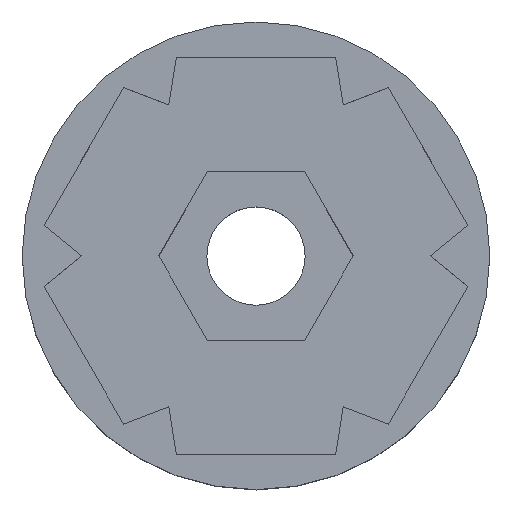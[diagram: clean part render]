
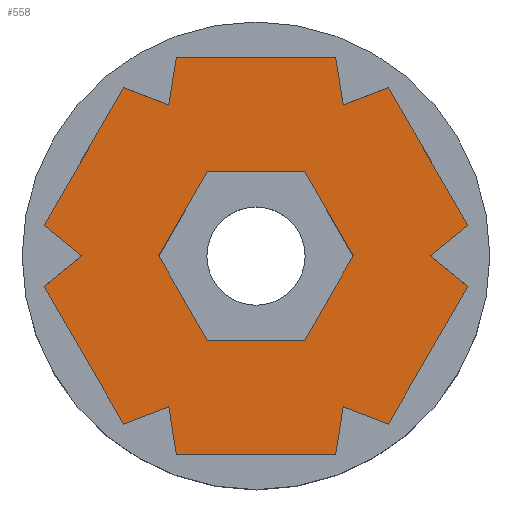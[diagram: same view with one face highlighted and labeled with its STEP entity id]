
A CAD part, top view. The second image highlights one B-rep face of the part: STEP entity #558.
In plain terms, the highlighted planar face has unit normal (0, 0, 1).
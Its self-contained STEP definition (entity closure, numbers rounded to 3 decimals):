
#18=FACE_BOUND('',#64,.T.);
#32=FACE_OUTER_BOUND('',#63,.T.);
#63=EDGE_LOOP('',(#398,#399,#400,#401,#402,#403,#404,#405,#406,#407,#408,
#409,#410,#411,#412,#413,#414,#415));
#64=EDGE_LOOP('',(#416,#417,#418,#419,#420,#421));
#89=LINE('',#777,#163);
#93=LINE('',#785,#167);
#96=LINE('',#791,#170);
#99=LINE('',#797,#173);
#102=LINE('',#803,#176);
#105=LINE('',#808,#179);
#107=LINE('',#816,#181);
#108=LINE('',#818,#182);
#109=LINE('',#820,#183);
#110=LINE('',#822,#184);
#111=LINE('',#824,#185);
#112=LINE('',#826,#186);
#113=LINE('',#828,#187);
#114=LINE('',#830,#188);
#115=LINE('',#832,#189);
#116=LINE('',#834,#190);
#117=LINE('',#836,#191);
#118=LINE('',#838,#192);
#119=LINE('',#840,#193);
#120=LINE('',#842,#194);
#121=LINE('',#844,#195);
#122=LINE('',#846,#196);
#123=LINE('',#848,#197);
#124=LINE('',#849,#198);
#163=VECTOR('',#633,10.);
#167=VECTOR('',#639,10.);
#170=VECTOR('',#644,10.);
#173=VECTOR('',#649,10.);
#176=VECTOR('',#654,10.);
#179=VECTOR('',#659,10.);
#181=VECTOR('',#667,10.);
#182=VECTOR('',#668,10.);
#183=VECTOR('',#669,10.);
#184=VECTOR('',#670,10.);
#185=VECTOR('',#671,10.);
#186=VECTOR('',#672,10.);
#187=VECTOR('',#673,10.);
#188=VECTOR('',#674,10.);
#189=VECTOR('',#675,10.);
#190=VECTOR('',#676,10.);
#191=VECTOR('',#677,10.);
#192=VECTOR('',#678,10.);
#193=VECTOR('',#679,10.);
#194=VECTOR('',#680,10.);
#195=VECTOR('',#681,10.);
#196=VECTOR('',#682,10.);
#197=VECTOR('',#683,10.);
#198=VECTOR('',#684,10.);
#237=VERTEX_POINT('',#775);
#238=VERTEX_POINT('',#776);
#241=VERTEX_POINT('',#784);
#243=VERTEX_POINT('',#790);
#245=VERTEX_POINT('',#796);
#247=VERTEX_POINT('',#802);
#250=VERTEX_POINT('',#814);
#251=VERTEX_POINT('',#815);
#252=VERTEX_POINT('',#817);
#253=VERTEX_POINT('',#819);
#254=VERTEX_POINT('',#821);
#255=VERTEX_POINT('',#823);
#256=VERTEX_POINT('',#825);
#257=VERTEX_POINT('',#827);
#258=VERTEX_POINT('',#829);
#259=VERTEX_POINT('',#831);
#260=VERTEX_POINT('',#833);
#261=VERTEX_POINT('',#835);
#262=VERTEX_POINT('',#837);
#263=VERTEX_POINT('',#839);
#264=VERTEX_POINT('',#841);
#265=VERTEX_POINT('',#843);
#266=VERTEX_POINT('',#845);
#267=VERTEX_POINT('',#847);
#289=EDGE_CURVE('',#237,#238,#89,.T.);
#293=EDGE_CURVE('',#241,#237,#93,.T.);
#296=EDGE_CURVE('',#243,#241,#96,.T.);
#299=EDGE_CURVE('',#245,#243,#99,.T.);
#302=EDGE_CURVE('',#247,#245,#102,.T.);
#305=EDGE_CURVE('',#238,#247,#105,.T.);
#308=EDGE_CURVE('',#250,#251,#107,.T.);
#309=EDGE_CURVE('',#252,#250,#108,.T.);
#310=EDGE_CURVE('',#253,#252,#109,.T.);
#311=EDGE_CURVE('',#254,#253,#110,.T.);
#312=EDGE_CURVE('',#255,#254,#111,.T.);
#313=EDGE_CURVE('',#256,#255,#112,.T.);
#314=EDGE_CURVE('',#257,#256,#113,.T.);
#315=EDGE_CURVE('',#258,#257,#114,.T.);
#316=EDGE_CURVE('',#259,#258,#115,.T.);
#317=EDGE_CURVE('',#260,#259,#116,.T.);
#318=EDGE_CURVE('',#261,#260,#117,.T.);
#319=EDGE_CURVE('',#262,#261,#118,.T.);
#320=EDGE_CURVE('',#263,#262,#119,.T.);
#321=EDGE_CURVE('',#264,#263,#120,.T.);
#322=EDGE_CURVE('',#265,#264,#121,.T.);
#323=EDGE_CURVE('',#266,#265,#122,.T.);
#324=EDGE_CURVE('',#267,#266,#123,.T.);
#325=EDGE_CURVE('',#251,#267,#124,.T.);
#398=ORIENTED_EDGE('',*,*,#308,.F.);
#399=ORIENTED_EDGE('',*,*,#309,.F.);
#400=ORIENTED_EDGE('',*,*,#310,.F.);
#401=ORIENTED_EDGE('',*,*,#311,.F.);
#402=ORIENTED_EDGE('',*,*,#312,.F.);
#403=ORIENTED_EDGE('',*,*,#313,.F.);
#404=ORIENTED_EDGE('',*,*,#314,.F.);
#405=ORIENTED_EDGE('',*,*,#315,.F.);
#406=ORIENTED_EDGE('',*,*,#316,.F.);
#407=ORIENTED_EDGE('',*,*,#317,.F.);
#408=ORIENTED_EDGE('',*,*,#318,.F.);
#409=ORIENTED_EDGE('',*,*,#319,.F.);
#410=ORIENTED_EDGE('',*,*,#320,.F.);
#411=ORIENTED_EDGE('',*,*,#321,.F.);
#412=ORIENTED_EDGE('',*,*,#322,.F.);
#413=ORIENTED_EDGE('',*,*,#323,.F.);
#414=ORIENTED_EDGE('',*,*,#324,.F.);
#415=ORIENTED_EDGE('',*,*,#325,.F.);
#416=ORIENTED_EDGE('',*,*,#289,.T.);
#417=ORIENTED_EDGE('',*,*,#305,.T.);
#418=ORIENTED_EDGE('',*,*,#302,.T.);
#419=ORIENTED_EDGE('',*,*,#299,.T.);
#420=ORIENTED_EDGE('',*,*,#296,.T.);
#421=ORIENTED_EDGE('',*,*,#293,.T.);
#530=PLANE('',#603);
#558=ADVANCED_FACE('',(#32,#18),#530,.T.);
#603=AXIS2_PLACEMENT_3D('',#813,#665,#666);
#633=DIRECTION('',(0.5,-0.866,0.));
#639=DIRECTION('',(1.,0.,0.));
#644=DIRECTION('',(0.5,0.866,0.));
#649=DIRECTION('',(-0.5,0.866,0.));
#654=DIRECTION('',(-1.,0.,0.));
#659=DIRECTION('',(-0.5,-0.866,0.));
#665=DIRECTION('center_axis',(0.,0.,1.));
#666=DIRECTION('ref_axis',(1.,0.,0.));
#667=DIRECTION('',(1.,0.,0.));
#668=DIRECTION('',(0.156,0.988,0.));
#669=DIRECTION('',(0.933,-0.359,0.));
#670=DIRECTION('',(0.5,0.866,0.));
#671=DIRECTION('',(-0.777,0.629,0.));
#672=DIRECTION('',(0.777,0.629,0.));
#673=DIRECTION('',(-0.5,0.866,0.));
#674=DIRECTION('',(-0.933,-0.359,0.));
#675=DIRECTION('',(-0.156,0.988,0.));
#676=DIRECTION('',(-1.,0.,0.));
#677=DIRECTION('',(-0.156,-0.988,0.));
#678=DIRECTION('',(-0.933,0.359,0.));
#679=DIRECTION('',(-0.5,-0.866,0.));
#680=DIRECTION('',(0.777,-0.629,0.));
#681=DIRECTION('',(-0.777,-0.629,0.));
#682=DIRECTION('',(0.5,-0.866,0.));
#683=DIRECTION('',(0.933,0.359,0.));
#684=DIRECTION('',(0.156,-0.988,0.));
#775=CARTESIAN_POINT('',(2.078,3.6,0.));
#776=CARTESIAN_POINT('',(4.157,0.,0.));
#777=CARTESIAN_POINT('',(2.598,2.7,0.));
#784=CARTESIAN_POINT('',(-2.078,3.6,0.));
#785=CARTESIAN_POINT('',(-1.039,3.6,0.));
#790=CARTESIAN_POINT('',(-4.157,0.,0.));
#791=CARTESIAN_POINT('',(-3.637,0.9,0.));
#796=CARTESIAN_POINT('',(-2.078,-3.6,0.));
#797=CARTESIAN_POINT('',(-2.598,-2.7,0.));
#802=CARTESIAN_POINT('',(2.078,-3.6,0.));
#803=CARTESIAN_POINT('',(1.039,-3.6,0.));
#808=CARTESIAN_POINT('',(3.637,-0.9,0.));
#813=CARTESIAN_POINT('Origin',(0.,0.,0.));
#814=CARTESIAN_POINT('',(-3.407,8.5,0.));
#815=CARTESIAN_POINT('',(3.407,8.5,0.));
#816=CARTESIAN_POINT('',(-3.407,8.5,0.));
#817=CARTESIAN_POINT('',(-3.729,6.459,0.));
#818=CARTESIAN_POINT('',(-4.75,0.,0.));
#819=CARTESIAN_POINT('',(-5.658,7.2,0.));
#820=CARTESIAN_POINT('',(2.375,4.114,0.));
#821=CARTESIAN_POINT('',(-9.065,1.3,0.));
#822=CARTESIAN_POINT('',(-9.065,1.3,0.));
#823=CARTESIAN_POINT('',(-7.458,0.,0.));
#824=CARTESIAN_POINT('',(-2.375,-4.114,0.));
#825=CARTESIAN_POINT('',(-9.065,-1.3,0.));
#826=CARTESIAN_POINT('',(-2.375,4.114,0.));
#827=CARTESIAN_POINT('',(-5.658,-7.2,0.));
#828=CARTESIAN_POINT('',(-5.658,-7.2,0.));
#829=CARTESIAN_POINT('',(-3.729,-6.459,0.));
#830=CARTESIAN_POINT('',(2.375,-4.114,0.));
#831=CARTESIAN_POINT('',(-3.407,-8.5,0.));
#832=CARTESIAN_POINT('',(-4.75,0.,0.));
#833=CARTESIAN_POINT('',(3.407,-8.5,0.));
#834=CARTESIAN_POINT('',(3.407,-8.5,0.));
#835=CARTESIAN_POINT('',(3.729,-6.459,0.));
#836=CARTESIAN_POINT('',(4.75,0.,0.));
#837=CARTESIAN_POINT('',(5.658,-7.2,0.));
#838=CARTESIAN_POINT('',(-2.375,-4.114,0.));
#839=CARTESIAN_POINT('',(9.065,-1.3,0.));
#840=CARTESIAN_POINT('',(9.065,-1.3,0.));
#841=CARTESIAN_POINT('',(7.458,0.,0.));
#842=CARTESIAN_POINT('',(2.375,4.114,0.));
#843=CARTESIAN_POINT('',(9.065,1.3,0.));
#844=CARTESIAN_POINT('',(2.375,-4.114,0.));
#845=CARTESIAN_POINT('',(5.658,7.2,0.));
#846=CARTESIAN_POINT('',(5.658,7.2,0.));
#847=CARTESIAN_POINT('',(3.729,6.459,0.));
#848=CARTESIAN_POINT('',(-2.375,4.114,0.));
#849=CARTESIAN_POINT('',(4.75,0.,0.));
